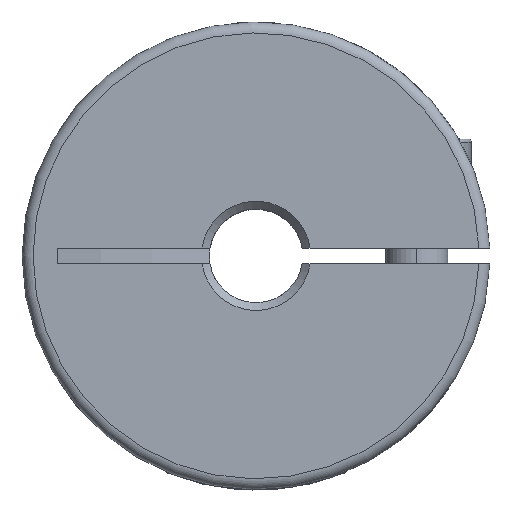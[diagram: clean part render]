
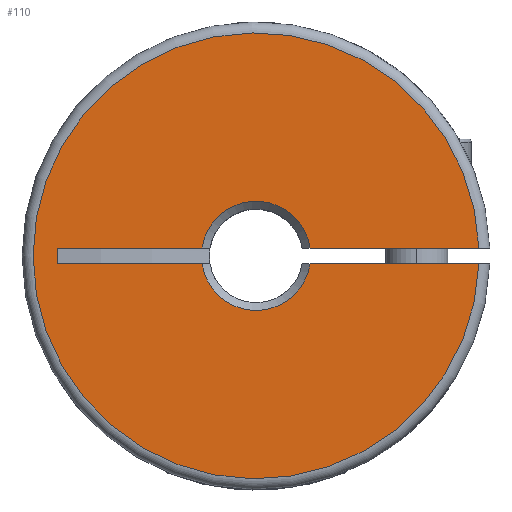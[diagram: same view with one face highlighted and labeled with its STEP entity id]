
A CAD part, top view. The second image highlights one B-rep face of the part: STEP entity #110.
In plain terms, the highlighted planar face has unit normal (0, 0, 1).
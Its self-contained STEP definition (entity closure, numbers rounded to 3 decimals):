
#2 = DIRECTION ( 'NONE',  ( 0., 0., -1. ) ) ;
#97 = DIRECTION ( 'NONE',  ( 0., -1., 0. ) ) ;
#110 = ADVANCED_FACE ( 'NONE', ( #1332 ), #2060, .T. ) ;
#149 = CIRCLE ( 'NONE', #2770, 3.5 ) ;
#159 = CARTESIAN_POINT ( 'NONE',  ( -12.717, -0.5, 11.25 ) ) ;
#202 = VERTEX_POINT ( 'NONE', #2883 ) ;
#207 = CARTESIAN_POINT ( 'NONE',  ( 0., 0., 11.25 ) ) ;
#253 = CARTESIAN_POINT ( 'NONE',  ( 0., 0., 11.25 ) ) ;
#278 = CIRCLE ( 'NONE', #4458, 14.3 ) ;
#289 = CARTESIAN_POINT ( 'NONE',  ( 3.464, -0.5, 11.25 ) ) ;
#327 = VECTOR ( 'NONE', #97, 1000. ) ;
#435 = CARTESIAN_POINT ( 'NONE',  ( -12.717, -0.5, 11.25 ) ) ;
#525 = CARTESIAN_POINT ( 'NONE',  ( 14.291, 0.5, 11.25 ) ) ;
#557 = LINE ( 'NONE', #3812, #1399 ) ;
#642 = DIRECTION ( 'NONE',  ( 0., 0., 1. ) ) ;
#647 = LINE ( 'NONE', #1362, #4581 ) ;
#941 = ORIENTED_EDGE ( 'NONE', *, *, #2145, .F. ) ;
#1057 = DIRECTION ( 'NONE',  ( 1., 0., 0. ) ) ;
#1092 = CARTESIAN_POINT ( 'NONE',  ( 14.291, -0.5, 11.25 ) ) ;
#1175 = EDGE_CURVE ( 'NONE', #1475, #3263, #278, .T. ) ;
#1291 = DIRECTION ( 'NONE',  ( 1., 0., 0. ) ) ;
#1332 = FACE_OUTER_BOUND ( 'NONE', #3025, .T. ) ;
#1347 = VECTOR ( 'NONE', #2453, 1000. ) ;
#1362 = CARTESIAN_POINT ( 'NONE',  ( 0., 0.5, 11.25 ) ) ;
#1396 = CARTESIAN_POINT ( 'NONE',  ( 0., 0., 11.25 ) ) ;
#1399 = VECTOR ( 'NONE', #2753, 1000. ) ;
#1475 = VERTEX_POINT ( 'NONE', #525 ) ;
#1498 = ORIENTED_EDGE ( 'NONE', *, *, #1175, .T. ) ;
#1499 = ORIENTED_EDGE ( 'NONE', *, *, #1691, .T. ) ;
#1641 = VERTEX_POINT ( 'NONE', #289 ) ;
#1691 = EDGE_CURVE ( 'NONE', #202, #4391, #557, .T. ) ;
#1705 = ORIENTED_EDGE ( 'NONE', *, *, #3184, .F. ) ;
#1793 = LINE ( 'NONE', #2499, #2802 ) ;
#1802 = VERTEX_POINT ( 'NONE', #4235 ) ;
#2060 = PLANE ( 'NONE',  #3858 ) ;
#2083 = DIRECTION ( 'NONE',  ( 1., 0., 0. ) ) ;
#2145 = EDGE_CURVE ( 'NONE', #3546, #4391, #4325, .T. ) ;
#2178 = CARTESIAN_POINT ( 'NONE',  ( -3.464, 0.5, 11.25 ) ) ;
#2329 = DIRECTION ( 'NONE',  ( -1., 0., 0. ) ) ;
#2385 = DIRECTION ( 'NONE',  ( 0., 0., -1. ) ) ;
#2453 = DIRECTION ( 'NONE',  ( -1., 0., 0. ) ) ;
#2499 = CARTESIAN_POINT ( 'NONE',  ( 0., 0.5, 11.25 ) ) ;
#2753 = DIRECTION ( 'NONE',  ( -1., 0., 0. ) ) ;
#2770 = AXIS2_PLACEMENT_3D ( 'NONE', #1396, #2385, #1057 ) ;
#2794 = CARTESIAN_POINT ( 'NONE',  ( -12.717, 0.5, 11.25 ) ) ;
#2802 = VECTOR ( 'NONE', #3234, 1000. ) ;
#2807 = EDGE_CURVE ( 'NONE', #3869, #3546, #1793, .T. ) ;
#2883 = CARTESIAN_POINT ( 'NONE',  ( -3.464, -0.5, 11.25 ) ) ;
#3025 = EDGE_LOOP ( 'NONE', ( #1498, #3489, #3332, #1499, #941, #3671, #4199, #1705 ) ) ;
#3184 = EDGE_CURVE ( 'NONE', #1475, #1802, #647, .T. ) ;
#3234 = DIRECTION ( 'NONE',  ( -1., 0., 0. ) ) ;
#3263 = VERTEX_POINT ( 'NONE', #1092 ) ;
#3302 = AXIS2_PLACEMENT_3D ( 'NONE', #4256, #2, #3540 ) ;
#3332 = ORIENTED_EDGE ( 'NONE', *, *, #3476, .T. ) ;
#3476 = EDGE_CURVE ( 'NONE', #1641, #202, #149, .T. ) ;
#3489 = ORIENTED_EDGE ( 'NONE', *, *, #3949, .T. ) ;
#3537 = EDGE_CURVE ( 'NONE', #3869, #1802, #4541, .T. ) ;
#3540 = DIRECTION ( 'NONE',  ( 1., 0., 0. ) ) ;
#3546 = VERTEX_POINT ( 'NONE', #2794 ) ;
#3671 = ORIENTED_EDGE ( 'NONE', *, *, #2807, .F. ) ;
#3812 = CARTESIAN_POINT ( 'NONE',  ( 0., -0.5, 11.25 ) ) ;
#3858 = AXIS2_PLACEMENT_3D ( 'NONE', #253, #642, #2083 ) ;
#3869 = VERTEX_POINT ( 'NONE', #2178 ) ;
#3949 = EDGE_CURVE ( 'NONE', #3263, #1641, #4610, .T. ) ;
#4199 = ORIENTED_EDGE ( 'NONE', *, *, #3537, .T. ) ;
#4213 = CARTESIAN_POINT ( 'NONE',  ( 0., -0.5, 11.25 ) ) ;
#4235 = CARTESIAN_POINT ( 'NONE',  ( 3.464, 0.5, 11.25 ) ) ;
#4256 = CARTESIAN_POINT ( 'NONE',  ( 0., 0., 11.25 ) ) ;
#4325 = LINE ( 'NONE', #435, #327 ) ;
#4391 = VERTEX_POINT ( 'NONE', #159 ) ;
#4458 = AXIS2_PLACEMENT_3D ( 'NONE', #207, #4480, #1291 ) ;
#4480 = DIRECTION ( 'NONE',  ( 0., 0., 1. ) ) ;
#4541 = CIRCLE ( 'NONE', #3302, 3.5 ) ;
#4581 = VECTOR ( 'NONE', #2329, 1000. ) ;
#4610 = LINE ( 'NONE', #4213, #1347 ) ;
